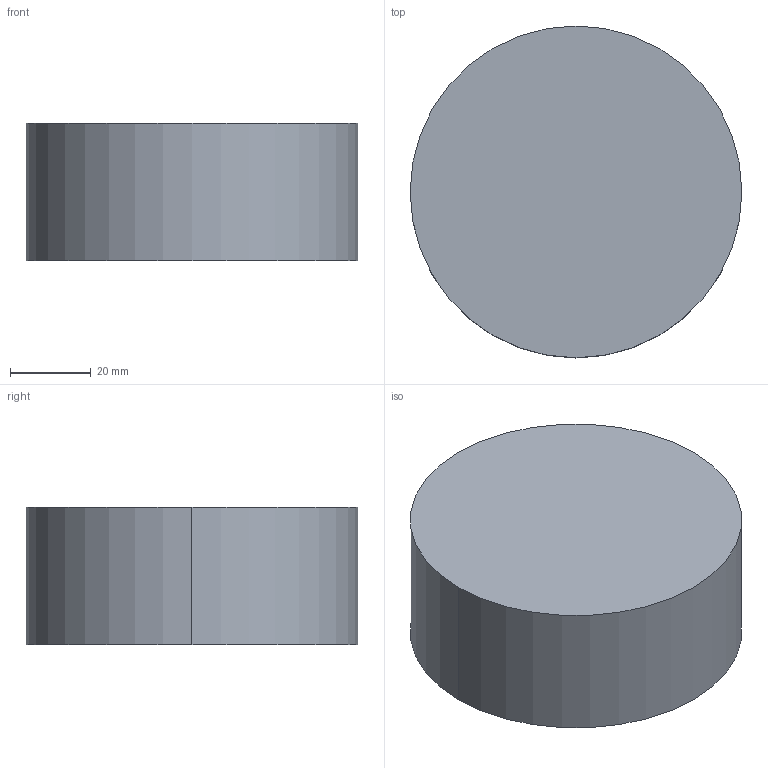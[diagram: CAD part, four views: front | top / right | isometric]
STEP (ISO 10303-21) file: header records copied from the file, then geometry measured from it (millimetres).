
FILE_DESCRIPTION(('CATIA V5 STEP Exchange'),'2;1');
FILE_NAME('4.stp','2021-05-27T21:45:44+00:00',('none'),('none'),'CATIA Version 5 Release 19 SP 8 (IN-10)','CATIA V5 STEP AP203','none');
FILE_SCHEMA(('CONFIG_CONTROL_DESIGN'));
Length unit declared in the file: millimetre
Products named in the file (1): 4
Bounding box: 82 x 82 x 34 mm (x, y, z)
Volume: 37570.1 mm3; surface area: 31563.6 mm2
Topology: 1 solids, 1 shells, 456 faces, 1359 edges, 906 vertices
Faces by surface type: cylinder 248, plane 208
Entity records: 14815 total; most frequent: ORIENTED_EDGE 2718, CARTESIAN_POINT 2680, DIRECTION 2187, EDGE_CURVE 1359, AXIS2_PLACEMENT_3D 911, VERTEX_POINT 906, VECTOR 863, LINE 863
